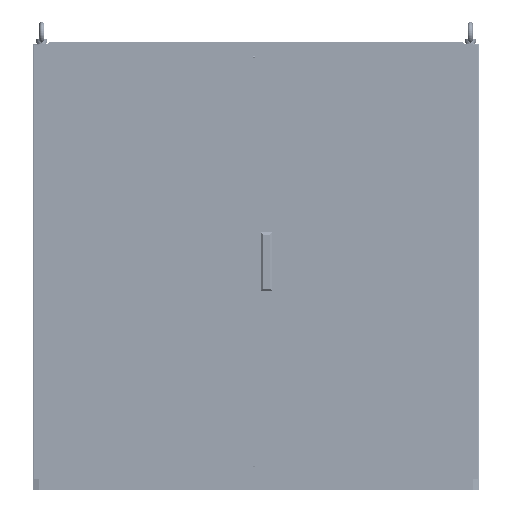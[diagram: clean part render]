
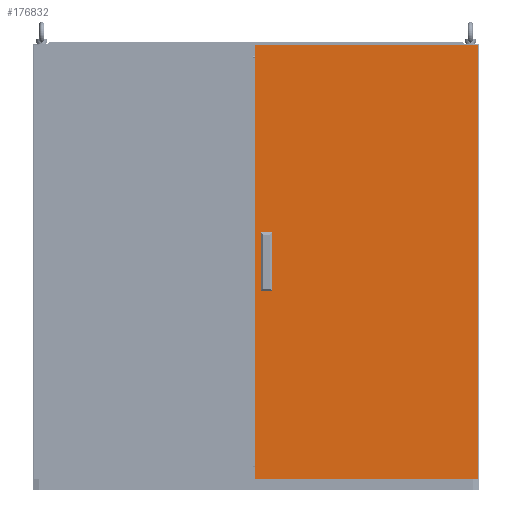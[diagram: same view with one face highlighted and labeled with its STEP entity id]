
A CAD part, top view. The second image highlights one B-rep face of the part: STEP entity #176832.
In plain terms, the highlighted planar face has unit normal (0, 0, 1).
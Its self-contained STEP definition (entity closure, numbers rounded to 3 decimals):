
#966 = CARTESIAN_POINT ( 'NONE',  ( 16.5, -61.5, 0. ) ) ;
#2652 = LINE ( 'NONE', #293281, #116037 ) ;
#5596 = CARTESIAN_POINT ( 'NONE',  ( 16.5, 38.5, 0. ) ) ;
#9552 = CARTESIAN_POINT ( 'NONE',  ( 41.5, 38.5, 0. ) ) ;
#17090 = VECTOR ( 'NONE', #260770, 1000. ) ;
#21024 = VECTOR ( 'NONE', #166038, 1000. ) ;
#25290 = LINE ( 'NONE', #76403, #255911 ) ;
#26342 = ORIENTED_EDGE ( 'NONE', *, *, #182315, .F. ) ;
#28726 = LINE ( 'NONE', #154572, #267952 ) ;
#35702 = CARTESIAN_POINT ( 'NONE',  ( 16.5, 88.5, 0. ) ) ;
#40045 = VERTEX_POINT ( 'NONE', #117288 ) ;
#50694 = VECTOR ( 'NONE', #183110, 1000. ) ;
#53006 = EDGE_CURVE ( 'NONE', #103023, #148621, #240814, .T. ) ;
#53304 = EDGE_CURVE ( 'NONE', #196697, #103023, #238545, .T. ) ;
#55876 = VERTEX_POINT ( 'NONE', #225536 ) ;
#62414 = LINE ( 'NONE', #194867, #21024 ) ;
#65366 = LINE ( 'NONE', #224966, #209395 ) ;
#68383 = CARTESIAN_POINT ( 'NONE',  ( 0., 0., 0. ) ) ;
#70052 = DIRECTION ( 'NONE',  ( 0., 0., 1. ) ) ;
#73441 = ORIENTED_EDGE ( 'NONE', *, *, #328139, .F. ) ;
#76403 = CARTESIAN_POINT ( 'NONE',  ( 41.5, 88.5, 0. ) ) ;
#78027 = EDGE_CURVE ( 'NONE', #55876, #314136, #28726, .T. ) ;
#79171 = LINE ( 'NONE', #284823, #271869 ) ;
#80284 = DIRECTION ( 'NONE',  ( 0., -1., 0. ) ) ;
#80676 = ORIENTED_EDGE ( 'NONE', *, *, #184714, .F. ) ;
#100354 = DIRECTION ( 'NONE',  ( 0., 1., 0. ) ) ;
#100871 = EDGE_CURVE ( 'NONE', #148621, #191025, #2652, .T. ) ;
#101676 = VERTEX_POINT ( 'NONE', #320964 ) ;
#103023 = VERTEX_POINT ( 'NONE', #252394 ) ;
#114124 = CARTESIAN_POINT ( 'NONE',  ( 41.5, -61.5, 0. ) ) ;
#116037 = VECTOR ( 'NONE', #237237, 1000. ) ;
#117288 = CARTESIAN_POINT ( 'NONE',  ( -3., 597., 0. ) ) ;
#119586 = ORIENTED_EDGE ( 'NONE', *, *, #53304, .F. ) ;
#120575 = EDGE_CURVE ( 'NONE', #40045, #293449, #209327, .T. ) ;
#123683 = ORIENTED_EDGE ( 'NONE', *, *, #53006, .F. ) ;
#137354 = CARTESIAN_POINT ( 'NONE',  ( -3., -570., 0. ) ) ;
#137442 = VECTOR ( 'NONE', #195528, 1000. ) ;
#139142 = VERTEX_POINT ( 'NONE', #212879 ) ;
#146463 = PLANE ( 'NONE',  #230739 ) ;
#148621 = VERTEX_POINT ( 'NONE', #181202 ) ;
#154572 = CARTESIAN_POINT ( 'NONE',  ( 597., 597., 0. ) ) ;
#157414 = VERTEX_POINT ( 'NONE', #966 ) ;
#159228 = ORIENTED_EDGE ( 'NONE', *, *, #258365, .T. ) ;
#163668 = DIRECTION ( 'NONE',  ( 0., -1., 0. ) ) ;
#166038 = DIRECTION ( 'NONE',  ( 0., -1., 0. ) ) ;
#168981 = DIRECTION ( 'NONE',  ( 1., 0., 0. ) ) ;
#176099 = VECTOR ( 'NONE', #193174, 1000. ) ;
#176832 = ADVANCED_FACE ( 'NONE', ( #299512, #195807, #194133 ), #146463, .T. ) ;
#181202 = CARTESIAN_POINT ( 'NONE',  ( 41.5, 38.5, 0. ) ) ;
#182315 = EDGE_CURVE ( 'NONE', #191025, #196697, #25290, .T. ) ;
#183110 = DIRECTION ( 'NONE',  ( 1., 0., 0. ) ) ;
#183837 = CARTESIAN_POINT ( 'NONE',  ( -3., 597., 0. ) ) ;
#184714 = EDGE_CURVE ( 'NONE', #243287, #139142, #270407, .T. ) ;
#188490 = VECTOR ( 'NONE', #80284, 1000. ) ;
#191025 = VERTEX_POINT ( 'NONE', #215396 ) ;
#193174 = DIRECTION ( 'NONE',  ( -1., 0., 0. ) ) ;
#194133 = FACE_OUTER_BOUND ( 'NONE', #318503, .T. ) ;
#194867 = CARTESIAN_POINT ( 'NONE',  ( 16.5, -61.5, 0. ) ) ;
#195528 = DIRECTION ( 'NONE',  ( 0., 1., 0. ) ) ;
#195807 = FACE_BOUND ( 'NONE', #212941, .T. ) ;
#196697 = VERTEX_POINT ( 'NONE', #35702 ) ;
#197995 = EDGE_CURVE ( 'NONE', #314136, #40045, #79171, .T. ) ;
#209327 = LINE ( 'NONE', #183837, #188490 ) ;
#209395 = VECTOR ( 'NONE', #168981, 1000. ) ;
#212198 = ORIENTED_EDGE ( 'NONE', *, *, #197995, .T. ) ;
#212647 = CARTESIAN_POINT ( 'NONE',  ( 597., 597., 0. ) ) ;
#212879 = CARTESIAN_POINT ( 'NONE',  ( 41.5, -11.5, 0. ) ) ;
#212941 = EDGE_LOOP ( 'NONE', ( #321862, #73441, #80676, #289298 ) ) ;
#215396 = CARTESIAN_POINT ( 'NONE',  ( 41.5, 88.5, 0. ) ) ;
#222136 = EDGE_CURVE ( 'NONE', #101676, #157414, #62414, .T. ) ;
#224966 = CARTESIAN_POINT ( 'NONE',  ( -3., -570., 0. ) ) ;
#225536 = CARTESIAN_POINT ( 'NONE',  ( 597., -570., 0. ) ) ;
#230739 = AXIS2_PLACEMENT_3D ( 'NONE', #68383, #70052, #304521 ) ;
#233714 = DIRECTION ( 'NONE',  ( -1., 0., 0. ) ) ;
#235254 = CARTESIAN_POINT ( 'NONE',  ( 41.5, -61.5, 0. ) ) ;
#236945 = CARTESIAN_POINT ( 'NONE',  ( 41.5, -61.5, 0. ) ) ;
#237237 = DIRECTION ( 'NONE',  ( 0., 1., 0. ) ) ;
#238545 = LINE ( 'NONE', #5596, #273406 ) ;
#240814 = LINE ( 'NONE', #9552, #50694 ) ;
#243287 = VERTEX_POINT ( 'NONE', #236945 ) ;
#243295 = EDGE_CURVE ( 'NONE', #157414, #243287, #313536, .T. ) ;
#246200 = EDGE_LOOP ( 'NONE', ( #119586, #26342, #291740, #123683 ) ) ;
#252394 = CARTESIAN_POINT ( 'NONE',  ( 16.5, 38.5, 0. ) ) ;
#253144 = ORIENTED_EDGE ( 'NONE', *, *, #120575, .T. ) ;
#255911 = VECTOR ( 'NONE', #282027, 1000. ) ;
#258365 = EDGE_CURVE ( 'NONE', #293449, #55876, #65366, .T. ) ;
#260770 = DIRECTION ( 'NONE',  ( 1., 0., 0. ) ) ;
#267952 = VECTOR ( 'NONE', #100354, 1000. ) ;
#269696 = CARTESIAN_POINT ( 'NONE',  ( 41.5, -11.5, 0. ) ) ;
#270407 = LINE ( 'NONE', #114124, #137442 ) ;
#271869 = VECTOR ( 'NONE', #233714, 1000. ) ;
#273406 = VECTOR ( 'NONE', #163668, 1000. ) ;
#282027 = DIRECTION ( 'NONE',  ( -1., 0., 0. ) ) ;
#284823 = CARTESIAN_POINT ( 'NONE',  ( -3., 597., 0. ) ) ;
#289298 = ORIENTED_EDGE ( 'NONE', *, *, #243295, .F. ) ;
#290166 = ORIENTED_EDGE ( 'NONE', *, *, #78027, .T. ) ;
#291740 = ORIENTED_EDGE ( 'NONE', *, *, #100871, .F. ) ;
#293281 = CARTESIAN_POINT ( 'NONE',  ( 41.5, 38.5, 0. ) ) ;
#293449 = VERTEX_POINT ( 'NONE', #137354 ) ;
#299512 = FACE_BOUND ( 'NONE', #246200, .T. ) ;
#304521 = DIRECTION ( 'NONE',  ( 1., 0., 0. ) ) ;
#313536 = LINE ( 'NONE', #235254, #17090 ) ;
#314136 = VERTEX_POINT ( 'NONE', #212647 ) ;
#318503 = EDGE_LOOP ( 'NONE', ( #253144, #159228, #290166, #212198 ) ) ;
#320964 = CARTESIAN_POINT ( 'NONE',  ( 16.5, -11.5, 0. ) ) ;
#321862 = ORIENTED_EDGE ( 'NONE', *, *, #222136, .F. ) ;
#327489 = LINE ( 'NONE', #269696, #176099 ) ;
#328139 = EDGE_CURVE ( 'NONE', #139142, #101676, #327489, .T. ) ;
